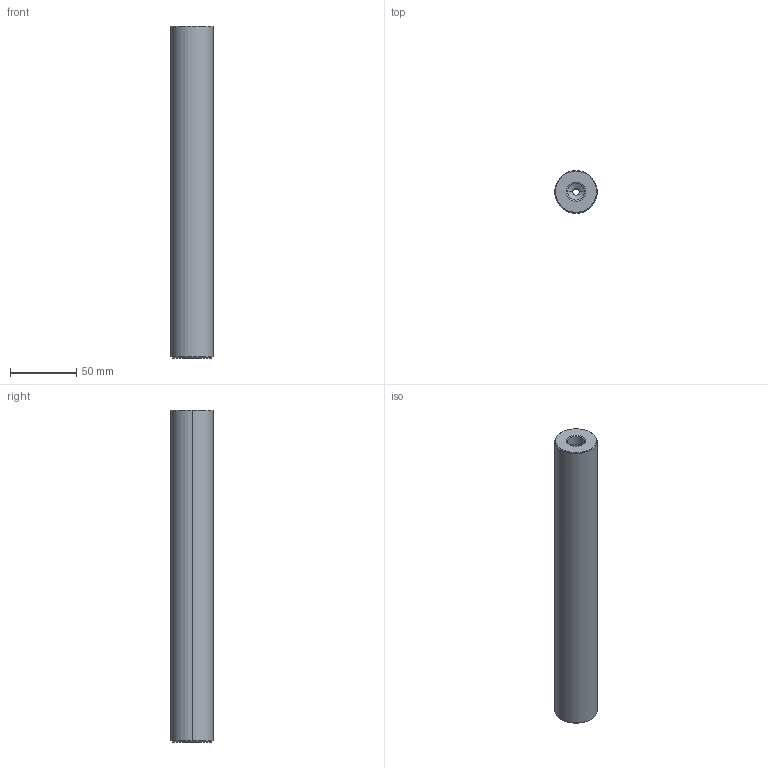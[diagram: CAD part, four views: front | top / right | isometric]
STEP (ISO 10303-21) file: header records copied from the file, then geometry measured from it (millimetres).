
FILE_DESCRIPTION (( 'STEP AP203' ), '1' );
FILE_NAME ('PRMD32M16-250.STEP', '2023-06-26T20:18:15', ( 'Alessio' ), ( '' ), 'SwSTEP 2.0', 'SolidWorks 2013', '' );
FILE_SCHEMA (( 'CONFIG_CONTROL_DESIGN' ));
Length unit declared in the file: millimetre
Products named in the file (1): PRMD32M16-250
Bounding box: 32 x 32 x 250 mm (x, y, z)
Volume: 189908.8 mm3; surface area: 31968.6 mm2
Topology: 1 solids, 1 shells, 24 faces, 48 edges, 28 vertices
Faces by surface type: cone 10, cylinder 10, plane 4
Entity records: 705 total; most frequent: DIRECTION 126, CARTESIAN_POINT 101, ORIENTED_EDGE 96, AXIS2_PLACEMENT_3D 53, EDGE_CURVE 48, VERTEX_POINT 28, EDGE_LOOP 28, CIRCLE 28
